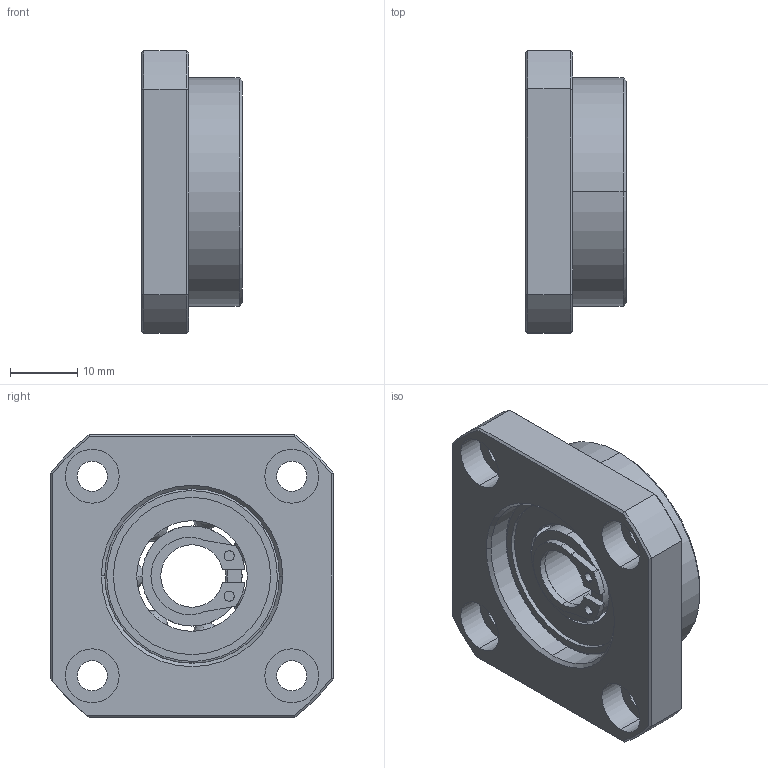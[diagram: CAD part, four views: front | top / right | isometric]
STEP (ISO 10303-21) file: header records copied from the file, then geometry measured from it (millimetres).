
FILE_DESCRIPTION (( 'STEP AP214' ), '1' );
FILE_NAME ('FF12.STEP', '2019-04-04T09:18:19', ( '' ), ( '' ), 'SwSTEP 2.0', 'SolidWorks 2015', '' );
FILE_SCHEMA (( 'AUTOMOTIVE_DESIGN' ));
Length unit declared in the file: millimetre
Products named in the file (1): FF12
Bounding box: 15 x 42 x 42 mm (x, y, z)
Volume: 12441.2 mm3; surface area: 9717.4 mm2
Topology: 3 solids, 3 shells, 745 faces, 2117 edges, 1401 vertices
Faces by surface type: plane 563, bspline 105, cylinder 64, cone 13
Entity records: 27505 total; most frequent: CARTESIAN_POINT 8715, ORIENTED_EDGE 4234, DIRECTION 3367, EDGE_CURVE 2117, LINE 1581, VECTOR 1581, VERTEX_POINT 1401, AXIS2_PLACEMENT_3D 893
